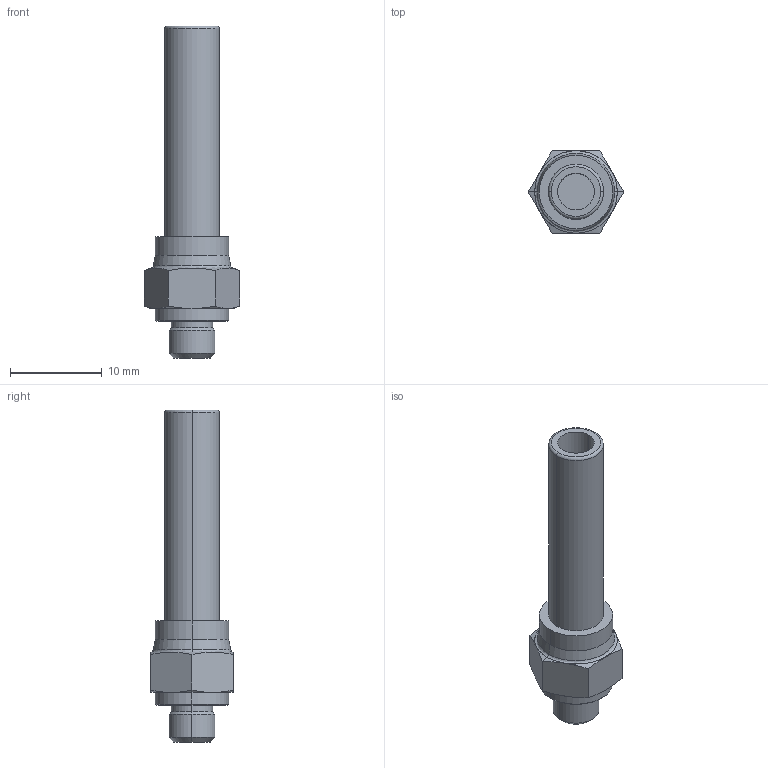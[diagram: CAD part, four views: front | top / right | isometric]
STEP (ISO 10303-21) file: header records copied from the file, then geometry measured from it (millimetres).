
FILE_DESCRIPTION((''),'2;1');
FILE_NAME('GPCJ_06M5(3D).stp','2012-12-20T14:28:06',(''),(''),'Mechanical Desktop.R8.0.24.0','Mechanical Desktop.R8.0.24.0',', , ');
FILE_SCHEMA(('CONFIG_CONTROL_DESIGN'));
Length unit declared in the file: millimetre
Products named in the file (2): GPCJ_06M5(3D); 睡ヶ1
Assembly tree (1 placements, depth 2):
  GPCJ_06M5(3D)
    睡ヶ1
Bounding box: 10.39 x 9 x 36.2 mm (x, y, z)
Volume: 934.2 mm3; surface area: 1243.6 mm2
Topology: 1 solids, 1 shells, 74 faces, 152 edges, 86 vertices
Faces by surface type: plane 26, cone 26, cylinder 16, bspline 4, torus 2
Entity records: 2265 total; most frequent: CARTESIAN_POINT 648, DIRECTION 340, ORIENTED_EDGE 304, EDGE_CURVE 152, AXIS2_PLACEMENT_3D 146, VERTEX_POINT 86, EDGE_LOOP 80, CIRCLE 74
